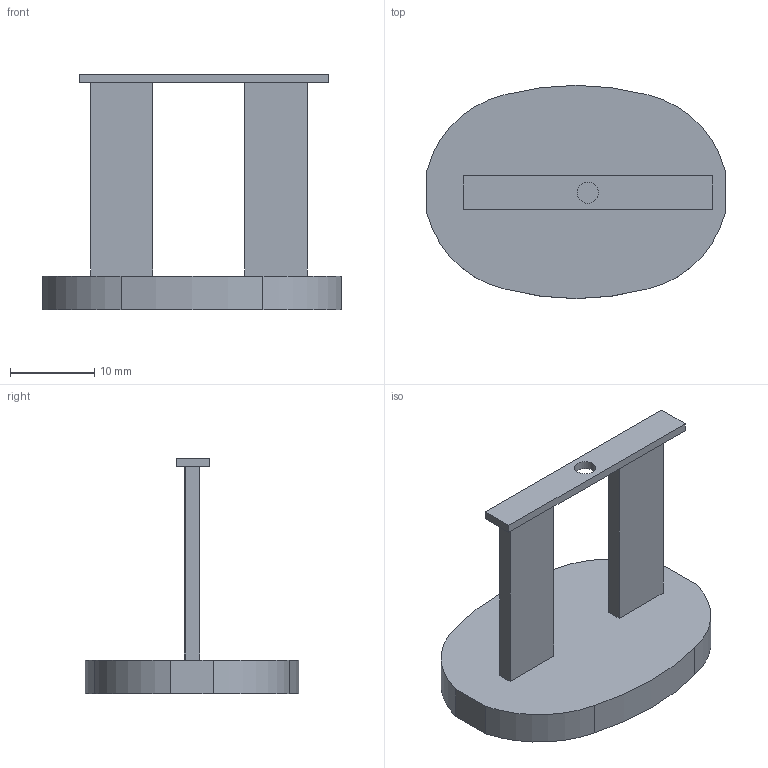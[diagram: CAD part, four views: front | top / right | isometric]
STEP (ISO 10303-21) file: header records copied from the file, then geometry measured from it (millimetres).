
FILE_DESCRIPTION(/* description */ (''),/* implementation_level */ '2;1');
FILE_NAME(/* name */ 'paddleattachement.step',/* time_stamp */ '2025-07-30T22:06:06-07:00',/* author */ (''),/* organization */ (''),/* preprocessor_version */ 'ST-DEVELOPER v20.1',/* originating_system */ 'Autodesk Translation Framework v14.10.0.0',/* authorisation */ '');
FILE_SCHEMA (('AUTOMOTIVE_DESIGN { 1 0 10303 214 3 1 1 }'));
Length unit declared in the file: millimetre
Products named in the file (3): FusionComponent; Component2; Component3
Assembly tree (2 placements, depth 2):
  FusionComponent
    Component2
    Component3
Bounding box: 35.49 x 25.38 x 28 mm (x, y, z)
Volume: 1759 mm3; surface area: 3308.4 mm2
Topology: 2 solids, 2 shells, 36 faces, 87 edges, 58 vertices
Faces by surface type: plane 23, cylinder 13
Full cylindrical faces by diameter (mm): 2.529 x1
Entity records: 1146 total; most frequent: DIRECTION 195, CARTESIAN_POINT 186, ORIENTED_EDGE 174, EDGE_CURVE 87, AXIS2_PLACEMENT_3D 67, LINE 61, VECTOR 61, VERTEX_POINT 58
